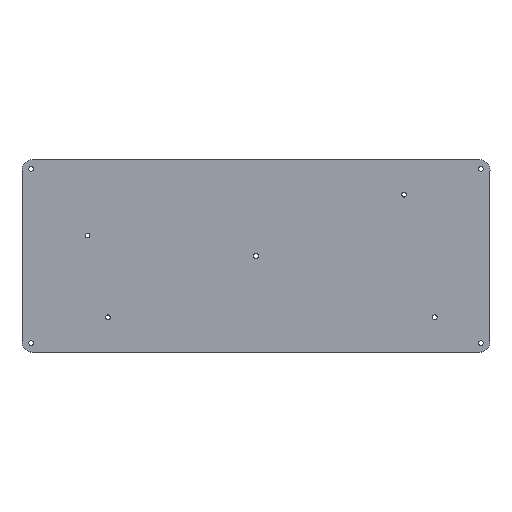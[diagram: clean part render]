
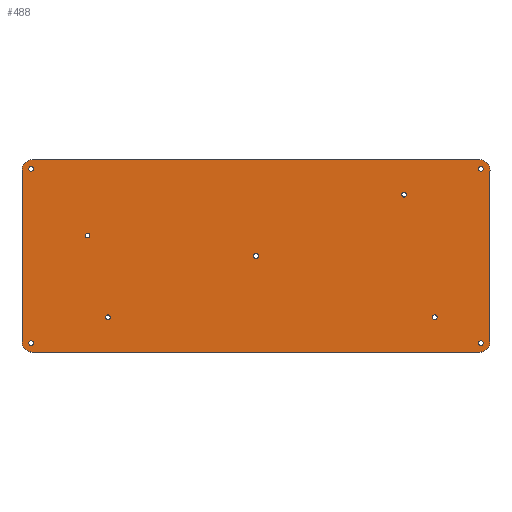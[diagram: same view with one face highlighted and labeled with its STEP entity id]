
A CAD part, top view. The second image highlights one B-rep face of the part: STEP entity #488.
In plain terms, the highlighted planar face has unit normal (0, 0, 1).
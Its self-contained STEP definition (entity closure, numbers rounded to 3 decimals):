
#207=CARTESIAN_POINT('',(13.153,-81.049,-21.9));
#208=VERTEX_POINT('',#207);
#215=CARTESIAN_POINT('',(17.903,-76.299,-21.9));
#216=VERTEX_POINT('',#215);
#217=CARTESIAN_POINT('',(17.903,-81.049,-21.9));
#218=DIRECTION('',(-0.,-0.,1.));
#219=DIRECTION('',(-1.,0.,0.));
#220=AXIS2_PLACEMENT_3D('',#217,#218,#219);
#221=CIRCLE('',#220,4.75);
#222=EDGE_CURVE('',#216,#208,#221,.T.);
#241=CARTESIAN_POINT('',(226.691,-76.299,-21.9));
#242=VERTEX_POINT('',#241);
#243=CARTESIAN_POINT('',(17.903,-76.299,-21.9));
#244=DIRECTION('',(1.,0.,-0.));
#245=VECTOR('',#244,208.788);
#246=LINE('',#243,#245);
#247=EDGE_CURVE('',#216,#242,#246,.T.);
#264=CARTESIAN_POINT('',(231.441,-81.049,-21.9));
#265=VERTEX_POINT('',#264);
#266=CARTESIAN_POINT('',(226.691,-81.049,-21.9));
#267=DIRECTION('',(-0.,-0.,1.));
#268=DIRECTION('',(-1.,0.,0.));
#269=AXIS2_PLACEMENT_3D('',#266,#267,#268);
#270=CIRCLE('',#269,4.75);
#271=EDGE_CURVE('',#265,#242,#270,.T.);
#288=CARTESIAN_POINT('',(231.441,-161.248,-21.9));
#289=VERTEX_POINT('',#288);
#290=CARTESIAN_POINT('',(231.441,-81.049,-21.9));
#291=DIRECTION('',(0.,-1.,0.));
#292=VECTOR('',#291,80.2);
#293=LINE('',#290,#292);
#294=EDGE_CURVE('',#265,#289,#293,.T.);
#312=CARTESIAN_POINT('',(226.691,-165.998,-21.9));
#313=VERTEX_POINT('',#312);
#314=CARTESIAN_POINT('',(17.903,-165.998,-21.9));
#315=VERTEX_POINT('',#314);
#316=CARTESIAN_POINT('',(226.691,-165.998,-21.9));
#317=DIRECTION('',(-1.,0.,0.));
#318=VECTOR('',#317,208.787);
#319=LINE('',#316,#318);
#320=EDGE_CURVE('',#313,#315,#319,.T.);
#344=CARTESIAN_POINT('',(13.153,-161.248,-21.9));
#345=VERTEX_POINT('',#344);
#352=CARTESIAN_POINT('',(13.153,-161.248,-21.9));
#353=DIRECTION('',(0.,1.,0.));
#354=VECTOR('',#353,80.2);
#355=LINE('',#352,#354);
#356=EDGE_CURVE('',#345,#208,#355,.T.);
#362=CARTESIAN_POINT('',(0.,0.,-21.9));
#363=DIRECTION('',(0.,0.,-1.));
#364=DIRECTION('',(-1.,0.,0.));
#365=AXIS2_PLACEMENT_3D('',#362,#363,#364);
#366=PLANE('',#365);
#367=CARTESIAN_POINT('',(16.277,-161.775,-21.9));
#368=VERTEX_POINT('',#367);
#369=CARTESIAN_POINT('',(17.377,-161.775,-21.9));
#370=DIRECTION('',(0.,0.,-1.));
#371=DIRECTION('',(-1.,0.,0.));
#372=AXIS2_PLACEMENT_3D('',#369,#370,#371);
#373=CIRCLE('',#372,1.1);
#374=EDGE_CURVE('',#368,#368,#373,.T.);
#375=ORIENTED_EDGE('',*,*,#374,.T.);
#376=EDGE_LOOP('',(#375));
#377=FACE_BOUND('',#376,.T.);
#378=CARTESIAN_POINT('',(16.277,-80.522,-21.9));
#379=VERTEX_POINT('',#378);
#380=CARTESIAN_POINT('',(17.377,-80.522,-21.9));
#381=DIRECTION('',(0.,0.,-1.));
#382=DIRECTION('',(-1.,0.,0.));
#383=AXIS2_PLACEMENT_3D('',#380,#381,#382);
#384=CIRCLE('',#383,1.1);
#385=EDGE_CURVE('',#379,#379,#384,.T.);
#386=ORIENTED_EDGE('',*,*,#385,.T.);
#387=EDGE_LOOP('',(#386));
#388=FACE_BOUND('',#387,.T.);
#389=CARTESIAN_POINT('',(226.117,-80.522,-21.9));
#390=VERTEX_POINT('',#389);
#391=CARTESIAN_POINT('',(227.217,-80.522,-21.9));
#392=DIRECTION('',(0.,0.,-1.));
#393=DIRECTION('',(-1.,0.,0.));
#394=AXIS2_PLACEMENT_3D('',#391,#392,#393);
#395=CIRCLE('',#394,1.1);
#396=EDGE_CURVE('',#390,#390,#395,.T.);
#397=ORIENTED_EDGE('',*,*,#396,.T.);
#398=EDGE_LOOP('',(#397));
#399=FACE_BOUND('',#398,.T.);
#400=CARTESIAN_POINT('',(226.117,-161.775,-21.9));
#401=VERTEX_POINT('',#400);
#402=CARTESIAN_POINT('',(227.217,-161.775,-21.9));
#403=DIRECTION('',(0.,0.,-1.));
#404=DIRECTION('',(-1.,0.,0.));
#405=AXIS2_PLACEMENT_3D('',#402,#403,#404);
#406=CIRCLE('',#405,1.1);
#407=EDGE_CURVE('',#401,#401,#406,.T.);
#408=ORIENTED_EDGE('',*,*,#407,.T.);
#409=EDGE_LOOP('',(#408));
#410=FACE_BOUND('',#409,.T.);
#411=CARTESIAN_POINT('',(52.141,-149.723,-21.9));
#412=VERTEX_POINT('',#411);
#413=CARTESIAN_POINT('',(53.241,-149.723,-21.9));
#414=DIRECTION('',(0.,0.,-1.));
#415=DIRECTION('',(-1.,0.,0.));
#416=AXIS2_PLACEMENT_3D('',#413,#414,#415);
#417=CIRCLE('',#416,1.1);
#418=EDGE_CURVE('',#412,#412,#417,.T.);
#419=ORIENTED_EDGE('',*,*,#418,.T.);
#420=EDGE_LOOP('',(#419));
#421=FACE_BOUND('',#420,.T.);
#422=CARTESIAN_POINT('',(42.616,-111.623,-21.9));
#423=VERTEX_POINT('',#422);
#424=CARTESIAN_POINT('',(43.716,-111.623,-21.9));
#425=DIRECTION('',(0.,0.,-1.));
#426=DIRECTION('',(-1.,0.,0.));
#427=AXIS2_PLACEMENT_3D('',#424,#425,#426);
#428=CIRCLE('',#427,1.1);
#429=EDGE_CURVE('',#423,#423,#428,.T.);
#430=ORIENTED_EDGE('',*,*,#429,.T.);
#431=EDGE_LOOP('',(#430));
#432=FACE_BOUND('',#431,.T.);
#433=CARTESIAN_POINT('',(190.253,-92.573,-21.9));
#434=VERTEX_POINT('',#433);
#435=CARTESIAN_POINT('',(191.353,-92.573,-21.9));
#436=DIRECTION('',(0.,0.,-1.));
#437=DIRECTION('',(-1.,0.,0.));
#438=AXIS2_PLACEMENT_3D('',#435,#436,#437);
#439=CIRCLE('',#438,1.1);
#440=EDGE_CURVE('',#434,#434,#439,.T.);
#441=ORIENTED_EDGE('',*,*,#440,.T.);
#442=EDGE_LOOP('',(#441));
#443=FACE_BOUND('',#442,.T.);
#444=CARTESIAN_POINT('',(121.197,-121.148,-21.9));
#445=VERTEX_POINT('',#444);
#446=CARTESIAN_POINT('',(122.297,-121.148,-21.9));
#447=DIRECTION('',(0.,0.,-1.));
#448=DIRECTION('',(-1.,0.,0.));
#449=AXIS2_PLACEMENT_3D('',#446,#447,#448);
#450=CIRCLE('',#449,1.1);
#451=EDGE_CURVE('',#445,#445,#450,.T.);
#452=ORIENTED_EDGE('',*,*,#451,.T.);
#453=EDGE_LOOP('',(#452));
#454=FACE_BOUND('',#453,.T.);
#455=CARTESIAN_POINT('',(204.541,-149.723,-21.9));
#456=VERTEX_POINT('',#455);
#457=CARTESIAN_POINT('',(205.641,-149.723,-21.9));
#458=DIRECTION('',(0.,0.,-1.));
#459=DIRECTION('',(-1.,0.,0.));
#460=AXIS2_PLACEMENT_3D('',#457,#458,#459);
#461=CIRCLE('',#460,1.1);
#462=EDGE_CURVE('',#456,#456,#461,.T.);
#463=ORIENTED_EDGE('',*,*,#462,.T.);
#464=EDGE_LOOP('',(#463));
#465=FACE_BOUND('',#464,.T.);
#466=ORIENTED_EDGE('',*,*,#356,.F.);
#467=CARTESIAN_POINT('',(17.903,-161.248,-21.9));
#468=DIRECTION('',(-0.,-0.,1.));
#469=DIRECTION('',(-1.,0.,0.));
#470=AXIS2_PLACEMENT_3D('',#467,#468,#469);
#471=CIRCLE('',#470,4.75);
#472=EDGE_CURVE('',#345,#315,#471,.T.);
#473=ORIENTED_EDGE('',*,*,#472,.T.);
#474=ORIENTED_EDGE('',*,*,#320,.F.);
#475=CARTESIAN_POINT('',(226.691,-161.248,-21.9));
#476=DIRECTION('',(-0.,-0.,1.));
#477=DIRECTION('',(-1.,0.,0.));
#478=AXIS2_PLACEMENT_3D('',#475,#476,#477);
#479=CIRCLE('',#478,4.75);
#480=EDGE_CURVE('',#313,#289,#479,.T.);
#481=ORIENTED_EDGE('',*,*,#480,.T.);
#482=ORIENTED_EDGE('',*,*,#294,.F.);
#483=ORIENTED_EDGE('',*,*,#271,.T.);
#484=ORIENTED_EDGE('',*,*,#247,.F.);
#485=ORIENTED_EDGE('',*,*,#222,.T.);
#486=EDGE_LOOP('',(#466,#473,#474,#481,#482,#483,#484,#485));
#487=FACE_BOUND('',#486,.T.);
#488=ADVANCED_FACE('',(#377,#388,#399,#410,#421,#432,#443,#454,#465,#487),#366,.F.);
